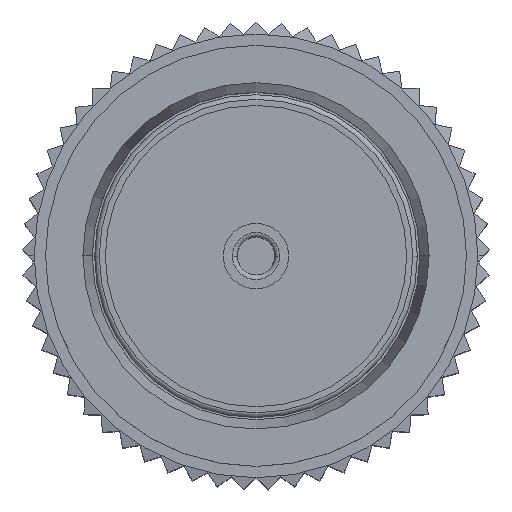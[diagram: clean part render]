
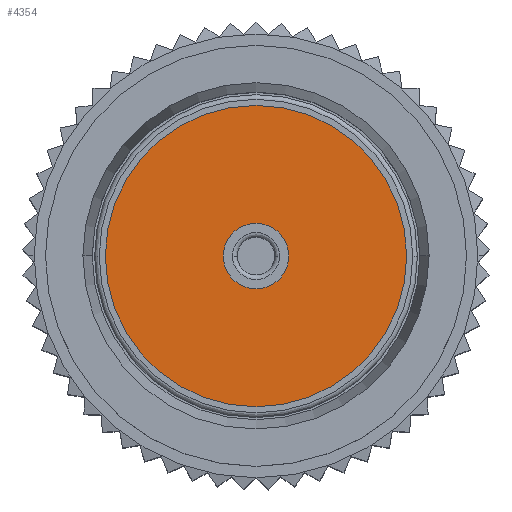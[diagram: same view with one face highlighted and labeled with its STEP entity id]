
A CAD part, top view. The second image highlights one B-rep face of the part: STEP entity #4354.
In plain terms, the highlighted planar face has unit normal (0, 0, 1).
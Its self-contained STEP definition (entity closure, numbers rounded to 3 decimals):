
#50 = ORIENTED_EDGE ( 'NONE', *, *, #5436, .F. ) ;
#259 = CARTESIAN_POINT ( 'NONE',  ( 0., 0., 4.99 ) ) ;
#319 = DIRECTION ( 'NONE',  ( 0., 0., 1. ) ) ;
#347 = CARTESIAN_POINT ( 'NONE',  ( 0., 0., 4.99 ) ) ;
#535 = CIRCLE ( 'NONE', #3917, 3.22 ) ;
#636 = CIRCLE ( 'NONE', #6883, 3.22 ) ;
#1016 = DIRECTION ( 'NONE',  ( 1., 0., 0. ) ) ;
#1093 = DIRECTION ( 'NONE',  ( 1., 0., 0. ) ) ;
#1318 = EDGE_CURVE ( 'NONE', #6860, #7230, #636, .T. ) ;
#1758 = ORIENTED_EDGE ( 'NONE', *, *, #2177, .F. ) ;
#1801 = FACE_BOUND ( 'NONE', #8411, .T. ) ;
#1880 = ORIENTED_EDGE ( 'NONE', *, *, #4204, .T. ) ;
#2177 = EDGE_CURVE ( 'NONE', #8315, #7327, #2252, .T. ) ;
#2252 = CIRCLE ( 'NONE', #7311, 0.7 ) ;
#2562 = DIRECTION ( 'NONE',  ( 0., 0., 1. ) ) ;
#2742 = CARTESIAN_POINT ( 'NONE',  ( 0., 0., 4.99 ) ) ;
#2751 = AXIS2_PLACEMENT_3D ( 'NONE', #2742, #7835, #3480 ) ;
#2824 = CARTESIAN_POINT ( 'NONE',  ( -3.22, 0., 4.99 ) ) ;
#3309 = ORIENTED_EDGE ( 'NONE', *, *, #1318, .T. ) ;
#3480 = DIRECTION ( 'NONE',  ( 1., 0., 0. ) ) ;
#3495 = AXIS2_PLACEMENT_3D ( 'NONE', #6924, #2562, #7651 ) ;
#3510 = EDGE_LOOP ( 'NONE', ( #1880, #3309 ) ) ;
#3917 = AXIS2_PLACEMENT_3D ( 'NONE', #4730, #319, #5471 ) ;
#4204 = EDGE_CURVE ( 'NONE', #7230, #6860, #535, .T. ) ;
#4354 = ADVANCED_FACE ( 'NONE', ( #1801, #9080 ), #7797, .T. ) ;
#4730 = CARTESIAN_POINT ( 'NONE',  ( 0., 0., 4.99 ) ) ;
#5419 = DIRECTION ( 'NONE',  ( 0., 0., 1. ) ) ;
#5436 = EDGE_CURVE ( 'NONE', #7327, #8315, #7375, .T. ) ;
#5471 = DIRECTION ( 'NONE',  ( 1., 0., 0. ) ) ;
#5498 = DIRECTION ( 'NONE',  ( 0., 0., 1. ) ) ;
#5898 = CARTESIAN_POINT ( 'NONE',  ( 0.7, 0., 4.99 ) ) ;
#6860 = VERTEX_POINT ( 'NONE', #2824 ) ;
#6883 = AXIS2_PLACEMENT_3D ( 'NONE', #259, #5419, #1016 ) ;
#6924 = CARTESIAN_POINT ( 'NONE',  ( 0., 0., 4.99 ) ) ;
#7230 = VERTEX_POINT ( 'NONE', #8823 ) ;
#7311 = AXIS2_PLACEMENT_3D ( 'NONE', #347, #5498, #1093 ) ;
#7327 = VERTEX_POINT ( 'NONE', #8232 ) ;
#7375 = CIRCLE ( 'NONE', #3495, 0.7 ) ;
#7651 = DIRECTION ( 'NONE',  ( 1., 0., 0. ) ) ;
#7797 = PLANE ( 'NONE',  #2751 ) ;
#7835 = DIRECTION ( 'NONE',  ( 0., 0., 1. ) ) ;
#8232 = CARTESIAN_POINT ( 'NONE',  ( -0.7, 0., 4.99 ) ) ;
#8315 = VERTEX_POINT ( 'NONE', #5898 ) ;
#8411 = EDGE_LOOP ( 'NONE', ( #1758, #50 ) ) ;
#8823 = CARTESIAN_POINT ( 'NONE',  ( 3.22, 0., 4.99 ) ) ;
#9080 = FACE_OUTER_BOUND ( 'NONE', #3510, .T. ) ;
